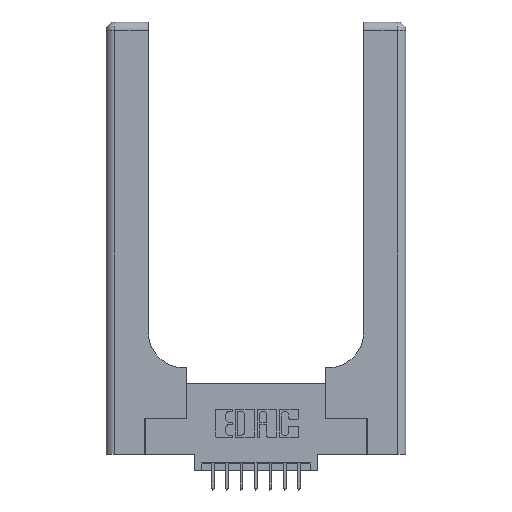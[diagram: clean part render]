
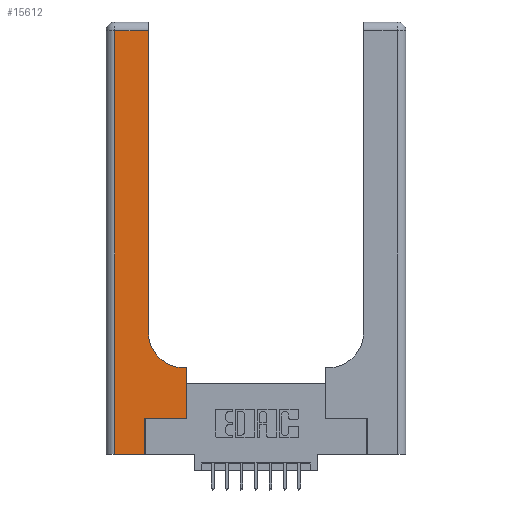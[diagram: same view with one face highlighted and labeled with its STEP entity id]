
A CAD part, top view. The second image highlights one B-rep face of the part: STEP entity #15612.
In plain terms, the highlighted planar face has unit normal (0, 0, 1).
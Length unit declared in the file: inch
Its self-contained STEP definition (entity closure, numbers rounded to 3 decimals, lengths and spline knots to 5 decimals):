
#434 = LINE ( 'NONE', #14920, #12261 ) ;
#804 = CARTESIAN_POINT ( 'NONE',  ( 0.269, 0.25, 0.37 ) ) ;
#818 = CARTESIAN_POINT ( 'NONE',  ( 0.2915, 2.94, 0.37 ) ) ;
#1386 = EDGE_CURVE ( 'NONE', #7712, #13363, #8347, .T. ) ;
#1748 = ORIENTED_EDGE ( 'NONE', *, *, #3159, .T. ) ;
#2181 = CARTESIAN_POINT ( 'NONE',  ( 0.5585, 0.25, 0.37 ) ) ;
#2295 = LINE ( 'NONE', #804, #12720 ) ;
#2419 = CARTESIAN_POINT ( 'NONE',  ( 0., 3., 0.37 ) ) ;
#2444 = DIRECTION ( 'NONE',  ( 0., -1., 0. ) ) ;
#2452 = CARTESIAN_POINT ( 'NONE',  ( 0., 2.94, 0.37 ) ) ;
#2565 = CARTESIAN_POINT ( 'NONE',  ( 0.269, 0., 0.37 ) ) ;
#2577 = VERTEX_POINT ( 'NONE', #10053 ) ;
#2805 = DIRECTION ( 'NONE',  ( 0., 1., 0. ) ) ;
#2892 = EDGE_CURVE ( 'NONE', #2577, #11794, #11046, .T. ) ;
#2988 = VECTOR ( 'NONE', #2444, 39.37008 ) ;
#3159 = EDGE_CURVE ( 'NONE', #11794, #6232, #8487, .T. ) ;
#3237 = DIRECTION ( 'NONE',  ( 0., 0., -1. ) ) ;
#3503 = VECTOR ( 'NONE', #4850, 39.37008 ) ;
#3581 = LINE ( 'NONE', #2452, #3503 ) ;
#3678 = EDGE_CURVE ( 'NONE', #9724, #2577, #8601, .T. ) ;
#3765 = CARTESIAN_POINT ( 'NONE',  ( 0.06, 2.94, 0.37 ) ) ;
#4533 = EDGE_CURVE ( 'NONE', #6232, #5850, #2295, .T. ) ;
#4850 = DIRECTION ( 'NONE',  ( -1., 0., 0. ) ) ;
#4858 = CARTESIAN_POINT ( 'NONE',  ( 0.269, 0., 0.37 ) ) ;
#5058 = CARTESIAN_POINT ( 'NONE',  ( 0., 0., 0.37 ) ) ;
#5118 = DIRECTION ( 'NONE',  ( 0., 1., 0. ) ) ;
#5569 = CARTESIAN_POINT ( 'NONE',  ( 0.2915, 0.6, 0.37 ) ) ;
#5850 = VERTEX_POINT ( 'NONE', #2181 ) ;
#5888 = DIRECTION ( 'NONE',  ( 0., 0., -1. ) ) ;
#6076 = CARTESIAN_POINT ( 'NONE',  ( 0.06, 3., 0.37 ) ) ;
#6122 = DIRECTION ( 'NONE',  ( -1., 0., 0. ) ) ;
#6135 = EDGE_CURVE ( 'NONE', #5850, #9721, #434, .T. ) ;
#6167 = ORIENTED_EDGE ( 'NONE', *, *, #10780, .T. ) ;
#6232 = VERTEX_POINT ( 'NONE', #10608 ) ;
#6266 = CARTESIAN_POINT ( 'NONE',  ( 0.5585, 0.6, 0.37 ) ) ;
#6271 = ORIENTED_EDGE ( 'NONE', *, *, #13490, .T. ) ;
#6689 = AXIS2_PLACEMENT_3D ( 'NONE', #2419, #5888, #6122 ) ;
#7049 = EDGE_CURVE ( 'NONE', #13363, #9561, #13806, .T. ) ;
#7107 = PLANE ( 'NONE',  #6689 ) ;
#7712 = VERTEX_POINT ( 'NONE', #10602 ) ;
#8040 = DIRECTION ( 'NONE',  ( 1., 0., 0. ) ) ;
#8299 = VECTOR ( 'NONE', #11579, 39.37008 ) ;
#8347 = CIRCLE ( 'NONE', #14190, 0.25 ) ;
#8487 = LINE ( 'NONE', #2565, #10275 ) ;
#8601 = LINE ( 'NONE', #6076, #2988 ) ;
#8639 = ORIENTED_EDGE ( 'NONE', *, *, #3678, .T. ) ;
#9118 = LINE ( 'NONE', #5569, #8299 ) ;
#9201 = VECTOR ( 'NONE', #10944, 39.37008 ) ;
#9222 = CARTESIAN_POINT ( 'NONE',  ( 0.5415, 0.85, 0.37 ) ) ;
#9561 = VERTEX_POINT ( 'NONE', #818 ) ;
#9659 = ORIENTED_EDGE ( 'NONE', *, *, #1386, .T. ) ;
#9721 = VERTEX_POINT ( 'NONE', #6266 ) ;
#9724 = VERTEX_POINT ( 'NONE', #3765 ) ;
#9864 = DIRECTION ( 'NONE',  ( 1., 0., 0. ) ) ;
#9928 = ORIENTED_EDGE ( 'NONE', *, *, #2892, .T. ) ;
#10053 = CARTESIAN_POINT ( 'NONE',  ( 0.06, 0., 0.37 ) ) ;
#10275 = VECTOR ( 'NONE', #5118, 39.37008 ) ;
#10602 = CARTESIAN_POINT ( 'NONE',  ( 0.5415, 0.6, 0.37 ) ) ;
#10608 = CARTESIAN_POINT ( 'NONE',  ( 0.269, 0.25, 0.37 ) ) ;
#10633 = FACE_OUTER_BOUND ( 'NONE', #13772, .T. ) ;
#10780 = EDGE_CURVE ( 'NONE', #9721, #7712, #9118, .T. ) ;
#10944 = DIRECTION ( 'NONE',  ( 0., 1., 0. ) ) ;
#11046 = LINE ( 'NONE', #5058, #12549 ) ;
#11579 = DIRECTION ( 'NONE',  ( -1., 0., 0. ) ) ;
#11794 = VERTEX_POINT ( 'NONE', #4858 ) ;
#12126 = ORIENTED_EDGE ( 'NONE', *, *, #7049, .T. ) ;
#12261 = VECTOR ( 'NONE', #2805, 39.37008 ) ;
#12549 = VECTOR ( 'NONE', #9864, 39.37008 ) ;
#12720 = VECTOR ( 'NONE', #14107, 39.37008 ) ;
#12953 = CARTESIAN_POINT ( 'NONE',  ( 0.2915, 0.85, 0.37 ) ) ;
#13107 = ORIENTED_EDGE ( 'NONE', *, *, #4533, .T. ) ;
#13363 = VERTEX_POINT ( 'NONE', #12953 ) ;
#13490 = EDGE_CURVE ( 'NONE', #9561, #9724, #3581, .T. ) ;
#13772 = EDGE_LOOP ( 'NONE', ( #12126, #6271, #8639, #9928, #1748, #13107, #14641, #6167, #9659 ) ) ;
#13806 = LINE ( 'NONE', #14460, #9201 ) ;
#14107 = DIRECTION ( 'NONE',  ( 1., 0., 0. ) ) ;
#14190 = AXIS2_PLACEMENT_3D ( 'NONE', #9222, #3237, #8040 ) ;
#14460 = CARTESIAN_POINT ( 'NONE',  ( 0.2915, 3., 0.37 ) ) ;
#14641 = ORIENTED_EDGE ( 'NONE', *, *, #6135, .T. ) ;
#14920 = CARTESIAN_POINT ( 'NONE',  ( 0.5585, 0.25, 0.37 ) ) ;
#15612 = ADVANCED_FACE ( 'NONE', ( #10633 ), #7107, .F. ) ;
